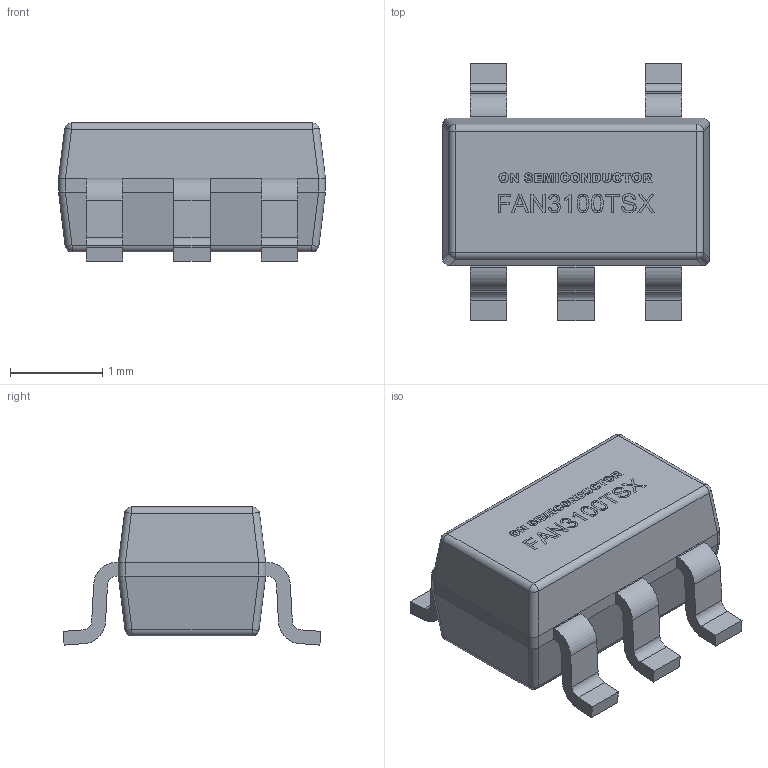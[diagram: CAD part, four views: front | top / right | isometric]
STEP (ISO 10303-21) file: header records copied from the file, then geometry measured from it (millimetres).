
FILE_DESCRIPTION( ( '' ), ' ' );
FILE_NAME( '5c0545360353761512446a81.step', '2018-12-03T15:01:10', ( '' ), ( '' ), ' ', ' ', ' ' );
FILE_SCHEMA( ( 'AUTOMOTIVE_DESIGN { 1 0 10303 214 1 1 1 1 }' ) );
Length unit declared in the file: metre
Products named in the file (7): Open CASCADE STEP translator 6.8 7; Open CASCADE STEP translator 6.8 6; Open CASCADE STEP translator 6.8 5; Open CASCADE STEP translator 6.8 4; Open CASCADE STEP translator 6.8 3; Open CASCADE STEP translator 6.8 2; Open CASCADE STEP translator 6.8 1
Bounding box: 2.9 x 2.8 x 1.5 mm (x, y, z)
Volume: 6.5 mm3; surface area: 30.5 mm2
Topology: 7 solids, 7 shells, 458 faces, 1254 edges, 828 vertices
Faces by surface type: plane 273, cylinder 105, extrusion 72, sphere 8
Entity records: 25630 total; most frequent: CARTESIAN_POINT 4231, ORIENTED_EDGE 2508, DIRECTION 2102, STYLED_ITEM 1712, PRESENTATION_STYLE_ASSIGNMENT 1712, COLOUR_RGB 1712, EDGE_CURVE 1254, CURVE_STYLE 1254
